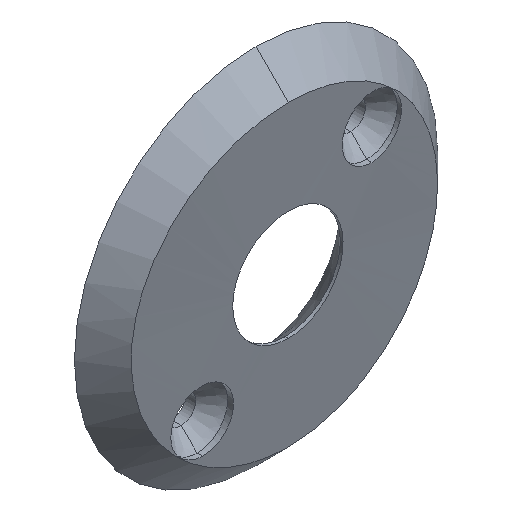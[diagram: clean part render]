
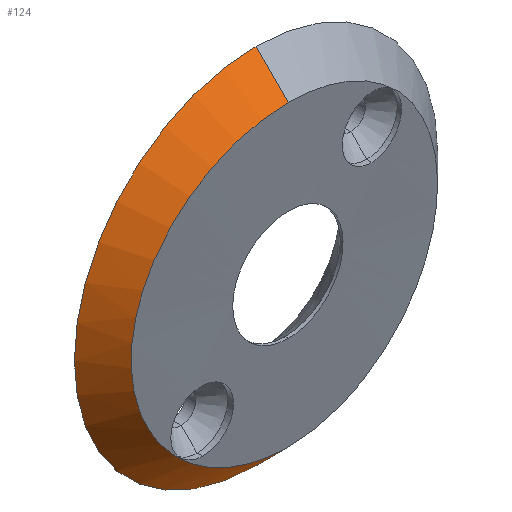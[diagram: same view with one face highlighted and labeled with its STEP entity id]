
A CAD part, isometric view. The second image highlights one B-rep face of the part: STEP entity #124.
In plain terms, the highlighted conical face has half-angle 45 degrees and reference radius 28 mm.
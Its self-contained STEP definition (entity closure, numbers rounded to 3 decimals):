
#3 = CARTESIAN_POINT ( 'NONE',  ( -38.226, -7.989, -9.892 ) ) ;
#7 = CARTESIAN_POINT ( 'NONE',  ( -46.459, -7.802, -50.548 ) ) ;
#10 = CARTESIAN_POINT ( 'NONE',  ( -44.535, -7.858, -51.784 ) ) ;
#13 = CARTESIAN_POINT ( 'NONE',  ( -46.448, -7.803, -13.791 ) ) ;
#20 = CARTESIAN_POINT ( 'NONE',  ( -33.692, -8.025, -55.138 ) ) ;
#23 = CARTESIAN_POINT ( 'NONE',  ( -35.212, -8.018, -54.994 ) ) ;
#25 = CARTESIAN_POINT ( 'NONE',  ( -32.932, -8.027, -55.173 ) ) ;
#31 = CARTESIAN_POINT ( 'NONE',  ( -39.688, -7.967, -54.028 ) ) ;
#74 = CARTESIAN_POINT ( 'NONE',  ( -32.173, -3.027, -60.173 ) ) ;
#75 = CARTESIAN_POINT ( 'NONE',  ( -55.01, -7.448, -26.107 ) ) ;
#79 = CARTESIAN_POINT ( 'NONE',  ( -55.793, -7.407, -31.392 ) ) ;
#81 = CARTESIAN_POINT ( 'NONE',  ( -43.872, -7.876, -52.167 ) ) ;
#83 = AXIS2_PLACEMENT_3D ( 'NONE', #273, #777, #501 ) ;
#84 = CARTESIAN_POINT ( 'NONE',  ( -52.556, -7.566, -20.529 ) ) ;
#88 = CARTESIAN_POINT ( 'NONE',  ( -54.527, -7.472, -39.639 ) ) ;
#124 = ADVANCED_FACE ( 'NONE', ( #153 ), #384, .T. ) ;
#130 = EDGE_CURVE ( 'NONE', #578, #462, #740, .T. ) ;
#153 = FACE_OUTER_BOUND ( 'NONE', #760, .T. ) ;
#156 = CARTESIAN_POINT ( 'NONE',  ( -35.231, -8.018, -9.355 ) ) ;
#160 = CARTESIAN_POINT ( 'NONE',  ( -32.935, -8.027, -9.173 ) ) ;
#164 = CARTESIAN_POINT ( 'NONE',  ( -55.754, -7.409, -30.63 ) ) ;
#165 = VERTEX_POINT ( 'NONE', #259 ) ;
#177 = DIRECTION ( 'NONE',  ( 0., 0., 1. ) ) ;
#227 = CARTESIAN_POINT ( 'NONE',  ( -53.328, -7.53, -42.43 ) ) ;
#233 = VERTEX_POINT ( 'NONE', #681 ) ;
#235 = CARTESIAN_POINT ( 'NONE',  ( -54.976, -7.449, -38.182 ) ) ;
#240 = CARTESIAN_POINT ( 'NONE',  ( -35.986, -8.012, -9.463 ) ) ;
#248 = CARTESIAN_POINT ( 'NONE',  ( -38.23, -7.989, -54.454 ) ) ;
#259 = CARTESIAN_POINT ( 'NONE',  ( -32.173, -3.027, -4.173 ) ) ;
#273 = CARTESIAN_POINT ( 'NONE',  ( -32.173, -3.027, -32.173 ) ) ;
#276 = EDGE_CURVE ( 'NONE', #233, #578, #544, .T. ) ;
#306 = CARTESIAN_POINT ( 'NONE',  ( -49.864, -7.681, -16.862 ) ) ;
#309 = CARTESIAN_POINT ( 'NONE',  ( -43.875, -7.876, -12.182 ) ) ;
#339 = EDGE_CURVE ( 'NONE', #233, #165, #841, .T. ) ;
#350 = EDGE_CURVE ( 'NONE', #462, #165, #789, .T. ) ;
#364 = ORIENTED_EDGE ( 'NONE', *, *, #339, .T. ) ;
#368 = CARTESIAN_POINT ( 'NONE',  ( -55.643, -7.415, -35.185 ) ) ;
#369 = CARTESIAN_POINT ( 'NONE',  ( -32.173, -8.027, -55.173 ) ) ;
#374 = CARTESIAN_POINT ( 'NONE',  ( -47.657, -7.762, -49.606 ) ) ;
#380 = CARTESIAN_POINT ( 'NONE',  ( -55.635, -7.415, -29.483 ) ) ;
#384 = CONICAL_SURFACE ( 'NONE', #83, 28., 0.785 ) ;
#392 = CARTESIAN_POINT ( 'NONE',  ( -41.808, -7.925, -53.185 ) ) ;
#426 = DIRECTION ( 'NONE',  ( 0., 0.707, -0.707 ) ) ;
#442 = CARTESIAN_POINT ( 'NONE',  ( -52.178, -7.583, -44.423 ) ) ;
#449 = CARTESIAN_POINT ( 'NONE',  ( -53.643, -7.515, -22.557 ) ) ;
#454 = CARTESIAN_POINT ( 'NONE',  ( -50.838, -7.64, -46.286 ) ) ;
#459 = DIRECTION ( 'NONE',  ( 0., 1., 0. ) ) ;
#462 = VERTEX_POINT ( 'NONE', #74 ) ;
#482 = ORIENTED_EDGE ( 'NONE', *, *, #130, .F. ) ;
#501 = DIRECTION ( 'NONE',  ( 0., 0., 1. ) ) ;
#507 = CARTESIAN_POINT ( 'NONE',  ( -33.702, -8.025, -9.209 ) ) ;
#508 = CARTESIAN_POINT ( 'NONE',  ( -53.3, -7.531, -21.863 ) ) ;
#515 = CARTESIAN_POINT ( 'NONE',  ( -55.399, -7.428, -27.97 ) ) ;
#518 = CARTESIAN_POINT ( 'NONE',  ( -55.795, -7.407, -33.673 ) ) ;
#530 = CARTESIAN_POINT ( 'NONE',  ( -32.173, -3.027, -4.173 ) ) ;
#544 = B_SPLINE_CURVE_WITH_KNOTS ( 'NONE', 3,
 ( #710, #160, #507, #156, #240, #3, #647, #794, #796, #309, #586, #13, #864, #306, #708, #713, #84, #508, #449, #645, #75, #515, #638, #652, #380, #164, #79, #518, #368, #857, #589, #235, #792, #88, #719, #227, #866, #442, #643, #454, #859, #855, #374, #7, #10, #81, #584, #392, #31, #248, #810, #23, #20, #25, #593 ),
 .UNSPECIFIED., .F., .F.,
 ( 4, 2, 2, 2, 2, 2, 2, 2, 2, 2, 2, 2, 2, 2, 2, 2, 2, 1, 2, 2, 2, 2, 2, 2, 2, 2, 2, 4 ),
 ( 0.092, 0.094, 0.096, 0.101, 0.103, 0.105, 0.11, 0.114, 0.117, 0.119, 0.124, 0.125, 0.126, 0.128, 0.133, 0.134, 0.135, 0.137, 0.14, 0.142, 0.144, 0.146, 0.151, 0.153, 0.156, 0.16, 0.162, 0.165 ),
 .UNSPECIFIED. ) ;
#565 = ORIENTED_EDGE ( 'NONE', *, *, #276, .F. ) ;
#578 = VERTEX_POINT ( 'NONE', #369 ) ;
#584 = CARTESIAN_POINT ( 'NONE',  ( -42.504, -7.909, -52.869 ) ) ;
#586 = CARTESIAN_POINT ( 'NONE',  ( -44.534, -7.858, -12.562 ) ) ;
#589 = CARTESIAN_POINT ( 'NONE',  ( -55.169, -7.439, -37.44 ) ) ;
#593 = CARTESIAN_POINT ( 'NONE',  ( -32.173, -8.027, -55.173 ) ) ;
#615 = AXIS2_PLACEMENT_3D ( 'NONE', #870, #459, #177 ) ;
#622 = VECTOR ( 'NONE', #722, 1000. ) ;
#638 = CARTESIAN_POINT ( 'NONE',  ( -55.467, -7.424, -28.345 ) ) ;
#643 = CARTESIAN_POINT ( 'NONE',  ( -51.305, -7.621, -45.681 ) ) ;
#645 = CARTESIAN_POINT ( 'NONE',  ( -54.552, -7.471, -24.661 ) ) ;
#647 = CARTESIAN_POINT ( 'NONE',  ( -39.683, -7.967, -10.316 ) ) ;
#652 = CARTESIAN_POINT ( 'NONE',  ( -55.585, -7.418, -29.101 ) ) ;
#681 = CARTESIAN_POINT ( 'NONE',  ( -32.173, -8.027, -9.173 ) ) ;
#684 = VECTOR ( 'NONE', #426, 1000. ) ;
#708 = CARTESIAN_POINT ( 'NONE',  ( -50.851, -7.64, -18.018 ) ) ;
#710 = CARTESIAN_POINT ( 'NONE',  ( -32.173, -8.027, -9.173 ) ) ;
#713 = CARTESIAN_POINT ( 'NONE',  ( -52.152, -7.584, -19.884 ) ) ;
#719 = CARTESIAN_POINT ( 'NONE',  ( -53.998, -7.498, -41.064 ) ) ;
#722 = DIRECTION ( 'NONE',  ( 0., 0.707, 0.707 ) ) ;
#740 = LINE ( 'NONE', #877, #684 ) ;
#760 = EDGE_LOOP ( 'NONE', ( #482, #565, #364, #910 ) ) ;
#777 = DIRECTION ( 'NONE',  ( 0., 1., 0. ) ) ;
#789 = CIRCLE ( 'NONE', #615, 28. ) ;
#792 = CARTESIAN_POINT ( 'NONE',  ( -54.871, -7.455, -38.549 ) ) ;
#794 = CARTESIAN_POINT ( 'NONE',  ( -41.815, -7.925, -11.165 ) ) ;
#796 = CARTESIAN_POINT ( 'NONE',  ( -42.518, -7.909, -11.484 ) ) ;
#810 = CARTESIAN_POINT ( 'NONE',  ( -35.977, -8.012, -54.885 ) ) ;
#841 = LINE ( 'NONE', #530, #622 ) ;
#855 = CARTESIAN_POINT ( 'NONE',  ( -49.319, -7.701, -48.008 ) ) ;
#857 = CARTESIAN_POINT ( 'NONE',  ( -55.256, -7.435, -37.064 ) ) ;
#859 = CARTESIAN_POINT ( 'NONE',  ( -49.846, -7.68, -47.449 ) ) ;
#864 = CARTESIAN_POINT ( 'NONE',  ( -47.644, -7.763, -14.73 ) ) ;
#866 = CARTESIAN_POINT ( 'NONE',  ( -52.586, -7.564, -43.767 ) ) ;
#870 = CARTESIAN_POINT ( 'NONE',  ( -32.173, -3.027, -32.173 ) ) ;
#877 = CARTESIAN_POINT ( 'NONE',  ( -32.173, -3.027, -60.173 ) ) ;
#910 = ORIENTED_EDGE ( 'NONE', *, *, #350, .F. ) ;
